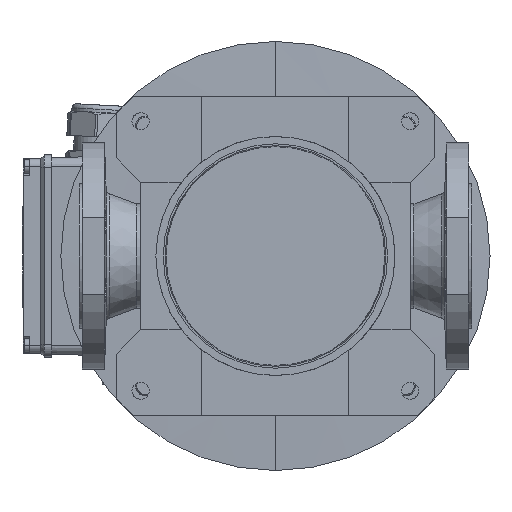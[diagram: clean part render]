
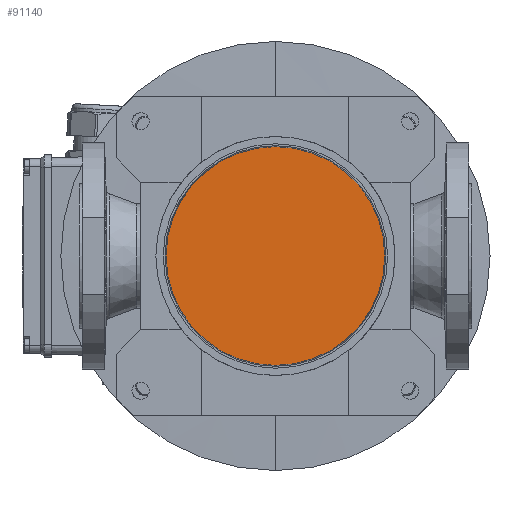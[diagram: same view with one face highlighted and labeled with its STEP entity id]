
A CAD part, front view. The second image highlights one B-rep face of the part: STEP entity #91140.
In plain terms, the highlighted planar face has unit normal (0, -1, 0).
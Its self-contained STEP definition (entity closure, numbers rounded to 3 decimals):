
#4350 = CARTESIAN_POINT ( 'NONE',  ( 0., -46., 0. ) ) ;
#5661 = DIRECTION ( 'NONE',  ( 0., 1., 0. ) ) ;
#10928 = CARTESIAN_POINT ( 'NONE',  ( 0., -46., 0. ) ) ;
#15885 = EDGE_CURVE ( 'NONE', #119436, #92683, #48822, .T. ) ;
#20351 = DIRECTION ( 'NONE',  ( 0., -1., 0. ) ) ;
#21445 = DIRECTION ( 'NONE',  ( 0., 0., 1. ) ) ;
#23655 = ORIENTED_EDGE ( 'NONE', *, *, #97606, .F. ) ;
#26053 = ORIENTED_EDGE ( 'NONE', *, *, #15885, .F. ) ;
#46520 = AXIS2_PLACEMENT_3D ( 'NONE', #10928, #20351, #61422 ) ;
#47659 = CIRCLE ( 'NONE', #105777, 89.214 ) ;
#48822 = CIRCLE ( 'NONE', #104816, 89.214 ) ;
#61422 = DIRECTION ( 'NONE',  ( 0., 0., -1. ) ) ;
#73977 = DIRECTION ( 'NONE',  ( 0., 1., 0. ) ) ;
#84825 = FACE_OUTER_BOUND ( 'NONE', #126125, .T. ) ;
#85822 = CARTESIAN_POINT ( 'NONE',  ( 0., -46., 89.214 ) ) ;
#86519 = DIRECTION ( 'NONE',  ( 0., 0., 1. ) ) ;
#91140 = ADVANCED_FACE ( 'NONE', ( #84825 ), #92437, .T. ) ;
#92437 = PLANE ( 'NONE',  #46520 ) ;
#92683 = VERTEX_POINT ( 'NONE', #124661 ) ;
#97606 = EDGE_CURVE ( 'NONE', #92683, #119436, #47659, .T. ) ;
#104816 = AXIS2_PLACEMENT_3D ( 'NONE', #4350, #5661, #86519 ) ;
#105777 = AXIS2_PLACEMENT_3D ( 'NONE', #114439, #73977, #21445 ) ;
#114439 = CARTESIAN_POINT ( 'NONE',  ( 0., -46., 0. ) ) ;
#119436 = VERTEX_POINT ( 'NONE', #85822 ) ;
#124661 = CARTESIAN_POINT ( 'NONE',  ( 0., -46., -89.214 ) ) ;
#126125 = EDGE_LOOP ( 'NONE', ( #23655, #26053 ) ) ;
